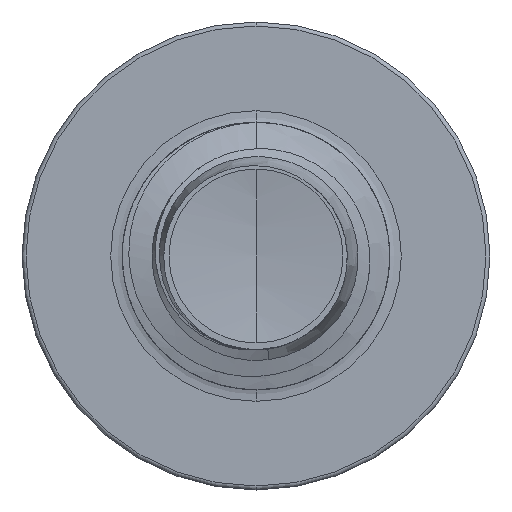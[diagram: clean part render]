
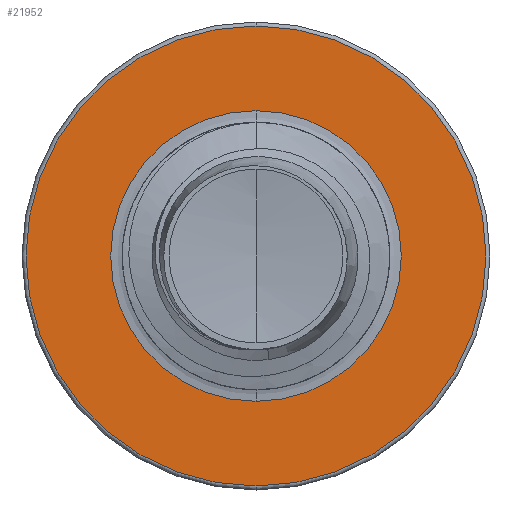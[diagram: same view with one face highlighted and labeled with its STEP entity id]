
A CAD part, front view. The second image highlights one B-rep face of the part: STEP entity #21952.
In plain terms, the highlighted planar face has unit normal (0, -1, 0).
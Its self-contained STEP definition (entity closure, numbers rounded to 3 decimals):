
#150 = DIRECTION ( 'NONE',  ( 0., 0., 1. ) ) ;
#2134 = DIRECTION ( 'NONE',  ( 0., 0., 1. ) ) ;
#2819 = PLANE ( 'NONE',  #35916 ) ;
#3780 = EDGE_CURVE ( 'NONE', #17204, #7982, #19137, .T. ) ;
#4125 = EDGE_LOOP ( 'NONE', ( #16691, #27506 ) ) ;
#4744 = VERTEX_POINT ( 'NONE', #21987 ) ;
#5982 = FACE_OUTER_BOUND ( 'NONE', #4125, .T. ) ;
#7592 = CARTESIAN_POINT ( 'NONE',  ( 0., 17.5, 0. ) ) ;
#7982 = VERTEX_POINT ( 'NONE', #32967 ) ;
#9390 = EDGE_CURVE ( 'NONE', #4744, #19680, #33300, .T. ) ;
#10528 = DIRECTION ( 'NONE',  ( 0., 0., 1. ) ) ;
#11455 = CIRCLE ( 'NONE', #20931, 2.174 ) ;
#14309 = CARTESIAN_POINT ( 'NONE',  ( 0., 17.5, 0. ) ) ;
#14596 = CIRCLE ( 'NONE', #23915, 3.44 ) ;
#15237 = EDGE_LOOP ( 'NONE', ( #30413, #17394 ) ) ;
#15560 = CARTESIAN_POINT ( 'NONE',  ( 0., 17.5, -3.44 ) ) ;
#16691 = ORIENTED_EDGE ( 'NONE', *, *, #25749, .F. ) ;
#17204 = VERTEX_POINT ( 'NONE', #15560 ) ;
#17246 = DIRECTION ( 'NONE',  ( 0., 0., 1. ) ) ;
#17394 = ORIENTED_EDGE ( 'NONE', *, *, #9390, .T. ) ;
#17452 = DIRECTION ( 'NONE',  ( 0., 0., 1. ) ) ;
#17562 = DIRECTION ( 'NONE',  ( 0., 1., 0. ) ) ;
#18840 = AXIS2_PLACEMENT_3D ( 'NONE', #37085, #19567, #2134 ) ;
#19137 = CIRCLE ( 'NONE', #18840, 3.44 ) ;
#19567 = DIRECTION ( 'NONE',  ( 0., 1., 0. ) ) ;
#19680 = VERTEX_POINT ( 'NONE', #30089 ) ;
#20245 = CARTESIAN_POINT ( 'NONE',  ( 0., 17.5, -2.174 ) ) ;
#20547 = FACE_BOUND ( 'NONE', #15237, .T. ) ;
#20823 = EDGE_CURVE ( 'NONE', #19680, #4744, #11455, .T. ) ;
#20931 = AXIS2_PLACEMENT_3D ( 'NONE', #14309, #34769, #17246 ) ;
#21952 = ADVANCED_FACE ( 'NONE', ( #5982, #20547 ), #2819, .F. ) ;
#21987 = CARTESIAN_POINT ( 'NONE',  ( 0., 17.5, -2.174 ) ) ;
#23915 = AXIS2_PLACEMENT_3D ( 'NONE', #7592, #28047, #10528 ) ;
#25749 = EDGE_CURVE ( 'NONE', #7982, #17204, #14596, .T. ) ;
#27506 = ORIENTED_EDGE ( 'NONE', *, *, #3780, .F. ) ;
#28047 = DIRECTION ( 'NONE',  ( 0., 1., 0. ) ) ;
#30089 = CARTESIAN_POINT ( 'NONE',  ( 0., 17.5, 2.174 ) ) ;
#30413 = ORIENTED_EDGE ( 'NONE', *, *, #20823, .T. ) ;
#32967 = CARTESIAN_POINT ( 'NONE',  ( 0., 17.5, 3.44 ) ) ;
#33300 = CIRCLE ( 'NONE', #35547, 2.174 ) ;
#34769 = DIRECTION ( 'NONE',  ( 0., 1., 0. ) ) ;
#34978 = DIRECTION ( 'NONE',  ( 0., 1., 0. ) ) ;
#35093 = CARTESIAN_POINT ( 'NONE',  ( 0., 17.5, 0. ) ) ;
#35547 = AXIS2_PLACEMENT_3D ( 'NONE', #35093, #17562, #150 ) ;
#35916 = AXIS2_PLACEMENT_3D ( 'NONE', #20245, #34978, #17452 ) ;
#37085 = CARTESIAN_POINT ( 'NONE',  ( 0., 17.5, 0. ) ) ;
